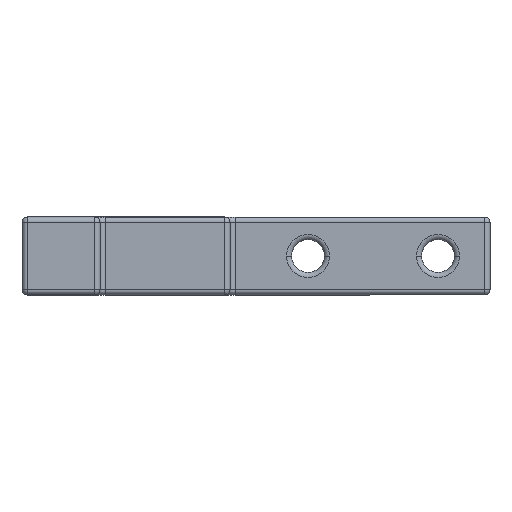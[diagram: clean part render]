
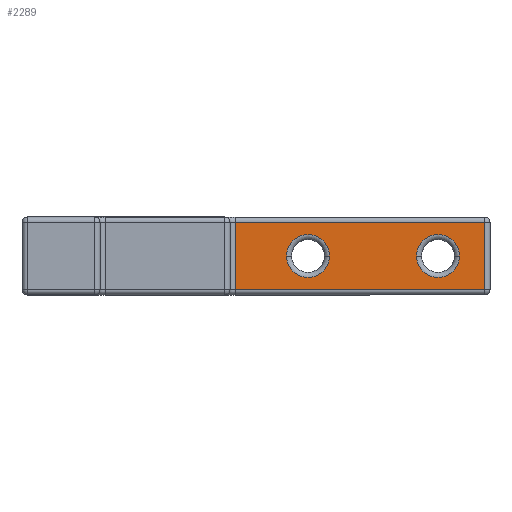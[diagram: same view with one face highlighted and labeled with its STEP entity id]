
A CAD part, front view. The second image highlights one B-rep face of the part: STEP entity #2289.
In plain terms, the highlighted face is planar.
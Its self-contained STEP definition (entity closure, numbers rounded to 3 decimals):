
#20 = CARTESIAN_POINT ( 'NONE',  ( 7.25, 3., 12. ) ) ;
#28 = ORIENTED_EDGE ( 'NONE', *, *, #1732, .T. ) ;
#63 = CARTESIAN_POINT ( 'NONE',  ( 7.25, 0.4, 25.6 ) ) ;
#176 = ORIENTED_EDGE ( 'NONE', *, *, #1205, .T. ) ;
#211 = CARTESIAN_POINT ( 'NONE',  ( 7.25, 5.6, 25.6 ) ) ;
#234 = DIRECTION ( 'NONE',  ( 0., 0., 1. ) ) ;
#260 = CARTESIAN_POINT ( 'NONE',  ( 7.25, 0., 25.6 ) ) ;
#619 = DIRECTION ( 'NONE',  ( -1., 0., 0. ) ) ;
#674 = DIRECTION ( 'NONE',  ( 1., 0., 0. ) ) ;
#702 = FACE_BOUND ( 'NONE', #2239, .T. ) ;
#735 = VERTEX_POINT ( 'NONE', #63 ) ;
#761 = DIRECTION ( 'NONE',  ( -1., 0., 0. ) ) ;
#769 = CARTESIAN_POINT ( 'NONE',  ( 7.25, 5.6, 6.4 ) ) ;
#836 = LINE ( 'NONE', #2601, #1264 ) ;
#888 = CARTESIAN_POINT ( 'NONE',  ( 7.25, 3., 10.35 ) ) ;
#904 = AXIS2_PLACEMENT_3D ( 'NONE', #20, #1488, #1941 ) ;
#924 = ORIENTED_EDGE ( 'NONE', *, *, #1408, .T. ) ;
#950 = EDGE_CURVE ( 'NONE', #2042, #1155, #1116, .T. ) ;
#985 = CIRCLE ( 'NONE', #1953, 1.65 ) ;
#1029 = CARTESIAN_POINT ( 'NONE',  ( 7.25, 3., 20.35 ) ) ;
#1096 = CARTESIAN_POINT ( 'NONE',  ( 7.25, 6., 6.4 ) ) ;
#1108 = CARTESIAN_POINT ( 'NONE',  ( 7.25, 3., 13.65 ) ) ;
#1116 = LINE ( 'NONE', #1096, #1697 ) ;
#1155 = VERTEX_POINT ( 'NONE', #769 ) ;
#1166 = DIRECTION ( 'NONE',  ( 0., 0., -1. ) ) ;
#1205 = EDGE_CURVE ( 'NONE', #2535, #1319, #2353, .T. ) ;
#1264 = VECTOR ( 'NONE', #234, 1000. ) ;
#1318 = VERTEX_POINT ( 'NONE', #888 ) ;
#1319 = VERTEX_POINT ( 'NONE', #1384 ) ;
#1320 = AXIS2_PLACEMENT_3D ( 'NONE', #2576, #674, #1166 ) ;
#1345 = AXIS2_PLACEMENT_3D ( 'NONE', #2178, #2498, #2066 ) ;
#1372 = LINE ( 'NONE', #1419, #2124 ) ;
#1383 = PLANE ( 'NONE',  #1320 ) ;
#1384 = CARTESIAN_POINT ( 'NONE',  ( 7.25, 3., 23.65 ) ) ;
#1408 = EDGE_CURVE ( 'NONE', #1432, #1318, #1799, .T. ) ;
#1419 = CARTESIAN_POINT ( 'NONE',  ( 7.25, 0.4, 6. ) ) ;
#1432 = VERTEX_POINT ( 'NONE', #1108 ) ;
#1488 = DIRECTION ( 'NONE',  ( -1., 0., 0. ) ) ;
#1495 = EDGE_LOOP ( 'NONE', ( #1938, #2710, #2758, #2117 ) ) ;
#1549 = CARTESIAN_POINT ( 'NONE',  ( 7.25, 3., 22. ) ) ;
#1613 = CARTESIAN_POINT ( 'NONE',  ( 7.25, 0.4, 6.4 ) ) ;
#1697 = VECTOR ( 'NONE', #2341, 1000. ) ;
#1726 = DIRECTION ( 'NONE',  ( 0., 0., -1. ) ) ;
#1732 = EDGE_CURVE ( 'NONE', #1319, #2535, #985, .T. ) ;
#1799 = CIRCLE ( 'NONE', #1894, 1.65 ) ;
#1880 = EDGE_CURVE ( 'NONE', #1155, #2694, #836, .T. ) ;
#1894 = AXIS2_PLACEMENT_3D ( 'NONE', #2932, #761, #1726 ) ;
#1930 = LINE ( 'NONE', #260, #2420 ) ;
#1938 = ORIENTED_EDGE ( 'NONE', *, *, #950, .T. ) ;
#1941 = DIRECTION ( 'NONE',  ( 0., 0., -1. ) ) ;
#1953 = AXIS2_PLACEMENT_3D ( 'NONE', #1549, #619, #2777 ) ;
#1981 = EDGE_CURVE ( 'NONE', #1318, #1432, #2023, .T. ) ;
#2023 = CIRCLE ( 'NONE', #904, 1.65 ) ;
#2042 = VERTEX_POINT ( 'NONE', #1613 ) ;
#2049 = ORIENTED_EDGE ( 'NONE', *, *, #1981, .T. ) ;
#2066 = DIRECTION ( 'NONE',  ( 0., 0., -1. ) ) ;
#2090 = FACE_BOUND ( 'NONE', #2305, .T. ) ;
#2117 = ORIENTED_EDGE ( 'NONE', *, *, #2254, .T. ) ;
#2124 = VECTOR ( 'NONE', #2360, 1000. ) ;
#2178 = CARTESIAN_POINT ( 'NONE',  ( 7.25, 3., 22. ) ) ;
#2239 = EDGE_LOOP ( 'NONE', ( #176, #28 ) ) ;
#2254 = EDGE_CURVE ( 'NONE', #735, #2042, #1372, .T. ) ;
#2289 = ADVANCED_FACE ( 'NONE', ( #702, #2090, #2865 ), #1383, .T. ) ;
#2305 = EDGE_LOOP ( 'NONE', ( #2049, #924 ) ) ;
#2341 = DIRECTION ( 'NONE',  ( 0., 1., 0. ) ) ;
#2353 = CIRCLE ( 'NONE', #1345, 1.65 ) ;
#2360 = DIRECTION ( 'NONE',  ( 0., 0., -1. ) ) ;
#2376 = EDGE_CURVE ( 'NONE', #2694, #735, #1930, .T. ) ;
#2390 = DIRECTION ( 'NONE',  ( 0., -1., 0. ) ) ;
#2420 = VECTOR ( 'NONE', #2390, 1000. ) ;
#2498 = DIRECTION ( 'NONE',  ( -1., 0., 0. ) ) ;
#2535 = VERTEX_POINT ( 'NONE', #1029 ) ;
#2576 = CARTESIAN_POINT ( 'NONE',  ( 7.25, 6., 6. ) ) ;
#2601 = CARTESIAN_POINT ( 'NONE',  ( 7.25, 5.6, 6. ) ) ;
#2694 = VERTEX_POINT ( 'NONE', #211 ) ;
#2710 = ORIENTED_EDGE ( 'NONE', *, *, #1880, .T. ) ;
#2758 = ORIENTED_EDGE ( 'NONE', *, *, #2376, .T. ) ;
#2777 = DIRECTION ( 'NONE',  ( 0., 0., -1. ) ) ;
#2865 = FACE_OUTER_BOUND ( 'NONE', #1495, .T. ) ;
#2932 = CARTESIAN_POINT ( 'NONE',  ( 7.25, 3., 12. ) ) ;
